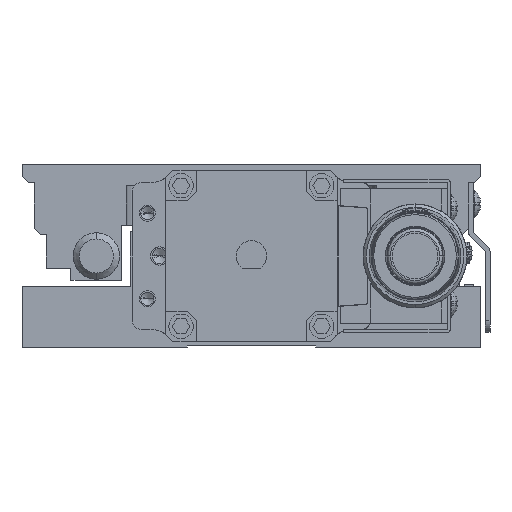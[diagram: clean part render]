
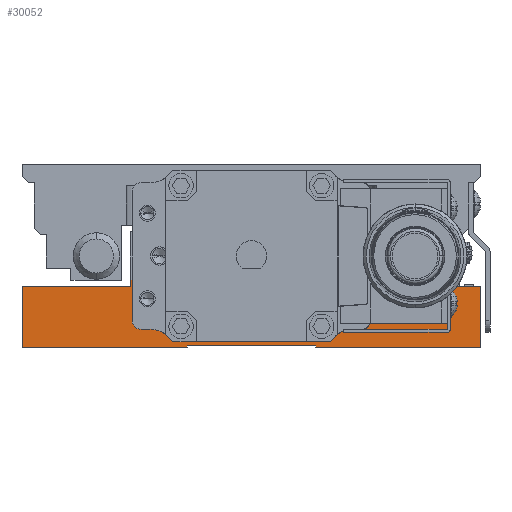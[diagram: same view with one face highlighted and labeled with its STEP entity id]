
A CAD part, left-side view. The second image highlights one B-rep face of the part: STEP entity #30052.
In plain terms, the highlighted planar face has unit normal (-1, 0, 0).
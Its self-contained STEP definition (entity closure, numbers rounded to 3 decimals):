
#82 = VECTOR ( 'NONE', #39944, 1000. ) ;
#693 = PLANE ( 'NONE',  #20544 ) ;
#973 = CARTESIAN_POINT ( 'NONE',  ( -92.5, 37.5, 3.75 ) ) ;
#1099 = DIRECTION ( 'NONE',  ( 0., 1., 0. ) ) ;
#1154 = EDGE_CURVE ( 'NONE', #18115, #22941, #28678, .T. ) ;
#1587 = CARTESIAN_POINT ( 'NONE',  ( -92.5, 37.5, 3.75 ) ) ;
#2125 = DIRECTION ( 'NONE',  ( 0., 0., -1. ) ) ;
#2160 = DIRECTION ( 'NONE',  ( 0., 0., 1. ) ) ;
#2861 = EDGE_CURVE ( 'NONE', #6775, #18881, #10555, .T. ) ;
#2864 = ORIENTED_EDGE ( 'NONE', *, *, #22151, .T. ) ;
#3234 = CARTESIAN_POINT ( 'NONE',  ( -92.5, 10.5, 0.3 ) ) ;
#3419 = EDGE_LOOP ( 'NONE', ( #15667, #2864, #12518, #33309, #40990, #29482, #31346, #19890, #7621, #10514, #12544, #5245, #7800, #35139 ) ) ;
#3602 = LINE ( 'NONE', #38587, #10094 ) ;
#3926 = CARTESIAN_POINT ( 'NONE',  ( -92.5, 10.5, 0.15 ) ) ;
#4275 = DIRECTION ( 'NONE',  ( 0., 0., 1. ) ) ;
#4982 = EDGE_CURVE ( 'NONE', #39797, #6963, #25862, .T. ) ;
#5203 = CARTESIAN_POINT ( 'NONE',  ( -92.5, -37.5, 0. ) ) ;
#5245 = ORIENTED_EDGE ( 'NONE', *, *, #11114, .T. ) ;
#5750 = LINE ( 'NONE', #32005, #34193 ) ;
#6400 = VECTOR ( 'NONE', #2125, 1000. ) ;
#6775 = VERTEX_POINT ( 'NONE', #3234 ) ;
#6833 = LINE ( 'NONE', #38023, #27339 ) ;
#6963 = VERTEX_POINT ( 'NONE', #36302 ) ;
#7053 = VERTEX_POINT ( 'NONE', #24298 ) ;
#7621 = ORIENTED_EDGE ( 'NONE', *, *, #4982, .T. ) ;
#7800 = ORIENTED_EDGE ( 'NONE', *, *, #19161, .F. ) ;
#8796 = VECTOR ( 'NONE', #4275, 1000. ) ;
#9497 = LINE ( 'NONE', #16715, #31474 ) ;
#10094 = VECTOR ( 'NONE', #13058, 1000. ) ;
#10345 = CARTESIAN_POINT ( 'NONE',  ( -92.5, -19.8, 10. ) ) ;
#10514 = ORIENTED_EDGE ( 'NONE', *, *, #13325, .T. ) ;
#10555 = LINE ( 'NONE', #3926, #31528 ) ;
#10688 = DIRECTION ( 'NONE',  ( 0., 0., -1. ) ) ;
#11114 = EDGE_CURVE ( 'NONE', #6775, #14335, #5750, .T. ) ;
#11266 = DIRECTION ( 'NONE',  ( 0., 0., 1. ) ) ;
#11659 = CARTESIAN_POINT ( 'NONE',  ( -92.5, -37.5, 3.75 ) ) ;
#11821 = LINE ( 'NONE', #20088, #19343 ) ;
#12518 = ORIENTED_EDGE ( 'NONE', *, *, #38861, .T. ) ;
#12519 = VECTOR ( 'NONE', #1099, 1000. ) ;
#12544 = ORIENTED_EDGE ( 'NONE', *, *, #2861, .F. ) ;
#12842 = VERTEX_POINT ( 'NONE', #38913 ) ;
#13058 = DIRECTION ( 'NONE',  ( 0., -1., 0. ) ) ;
#13325 = EDGE_CURVE ( 'NONE', #6963, #18881, #25067, .T. ) ;
#14237 = CARTESIAN_POINT ( 'NONE',  ( -92.5, 37.5, 10. ) ) ;
#14335 = VERTEX_POINT ( 'NONE', #37362 ) ;
#14717 = VERTEX_POINT ( 'NONE', #23847 ) ;
#15047 = EDGE_CURVE ( 'NONE', #39797, #14717, #3602, .T. ) ;
#15374 = FACE_OUTER_BOUND ( 'NONE', #3419, .T. ) ;
#15667 = ORIENTED_EDGE ( 'NONE', *, *, #1154, .T. ) ;
#15783 = EDGE_CURVE ( 'NONE', #12842, #14717, #9497, .T. ) ;
#16715 = CARTESIAN_POINT ( 'NONE',  ( -92.5, 19.8, 5.5 ) ) ;
#17041 = EDGE_CURVE ( 'NONE', #40132, #12842, #37878, .T. ) ;
#17283 = CARTESIAN_POINT ( 'NONE',  ( -92.5, -19.8, 5.5 ) ) ;
#18057 = CARTESIAN_POINT ( 'NONE',  ( -92.5, -19.8, 11. ) ) ;
#18115 = VERTEX_POINT ( 'NONE', #5203 ) ;
#18215 = VECTOR ( 'NONE', #2160, 1000. ) ;
#18289 = VECTOR ( 'NONE', #11266, 1000. ) ;
#18538 = LINE ( 'NONE', #39507, #12519 ) ;
#18881 = VERTEX_POINT ( 'NONE', #26391 ) ;
#19076 = DIRECTION ( 'NONE',  ( 0., -1., 0. ) ) ;
#19161 = EDGE_CURVE ( 'NONE', #21166, #14335, #21294, .T. ) ;
#19343 = VECTOR ( 'NONE', #38750, 1000. ) ;
#19890 = ORIENTED_EDGE ( 'NONE', *, *, #15047, .F. ) ;
#20088 = CARTESIAN_POINT ( 'NONE',  ( -92.5, 37.5, 0. ) ) ;
#20255 = DIRECTION ( 'NONE',  ( 0., 1., 0. ) ) ;
#20544 = AXIS2_PLACEMENT_3D ( 'NONE', #973, #36136, #20255 ) ;
#21166 = VERTEX_POINT ( 'NONE', #38672 ) ;
#21294 = LINE ( 'NONE', #40153, #18289 ) ;
#21489 = CARTESIAN_POINT ( 'NONE',  ( -92.5, -19.8, 11. ) ) ;
#21752 = DIRECTION ( 'NONE',  ( 0., 1., 0. ) ) ;
#21815 = EDGE_CURVE ( 'NONE', #21166, #18115, #11821, .T. ) ;
#21844 = VERTEX_POINT ( 'NONE', #38905 ) ;
#22151 = EDGE_CURVE ( 'NONE', #22941, #35640, #6833, .T. ) ;
#22941 = VERTEX_POINT ( 'NONE', #36029 ) ;
#23847 = CARTESIAN_POINT ( 'NONE',  ( -92.5, 19.8, 10. ) ) ;
#24298 = CARTESIAN_POINT ( 'NONE',  ( -92.5, -19.5, 11. ) ) ;
#25067 = LINE ( 'NONE', #41377, #28537 ) ;
#25204 = DIRECTION ( 'NONE',  ( 0., 1., 0. ) ) ;
#25519 = CARTESIAN_POINT ( 'NONE',  ( -92.5, 19.5, 11. ) ) ;
#25810 = LINE ( 'NONE', #17283, #8796 ) ;
#25862 = LINE ( 'NONE', #1587, #6400 ) ;
#26391 = CARTESIAN_POINT ( 'NONE',  ( -92.5, 10.5, 0. ) ) ;
#27056 = LINE ( 'NONE', #18057, #82 ) ;
#27339 = VECTOR ( 'NONE', #25204, 1000. ) ;
#27410 = VECTOR ( 'NONE', #21752, 1000. ) ;
#27876 = EDGE_CURVE ( 'NONE', #21844, #7053, #27056, .T. ) ;
#28294 = EDGE_CURVE ( 'NONE', #7053, #40132, #18538, .T. ) ;
#28526 = DIRECTION ( 'NONE',  ( 0., -1., 0. ) ) ;
#28537 = VECTOR ( 'NONE', #19076, 1000. ) ;
#28678 = LINE ( 'NONE', #11659, #18215 ) ;
#29482 = ORIENTED_EDGE ( 'NONE', *, *, #17041, .T. ) ;
#30052 = ADVANCED_FACE ( 'NONE', ( #15374 ), #693, .T. ) ;
#31346 = ORIENTED_EDGE ( 'NONE', *, *, #15783, .T. ) ;
#31474 = VECTOR ( 'NONE', #10688, 1000. ) ;
#31528 = VECTOR ( 'NONE', #35745, 1000. ) ;
#32005 = CARTESIAN_POINT ( 'NONE',  ( -92.5, 10.5, 0.3 ) ) ;
#33309 = ORIENTED_EDGE ( 'NONE', *, *, #27876, .T. ) ;
#34193 = VECTOR ( 'NONE', #28526, 1000. ) ;
#35139 = ORIENTED_EDGE ( 'NONE', *, *, #21815, .T. ) ;
#35640 = VERTEX_POINT ( 'NONE', #10345 ) ;
#35745 = DIRECTION ( 'NONE',  ( 0., 0., -1. ) ) ;
#36029 = CARTESIAN_POINT ( 'NONE',  ( -92.5, -37.5, 10. ) ) ;
#36136 = DIRECTION ( 'NONE',  ( -1., 0., 0. ) ) ;
#36302 = CARTESIAN_POINT ( 'NONE',  ( -92.5, 37.5, 0. ) ) ;
#37362 = CARTESIAN_POINT ( 'NONE',  ( -92.5, -10.5, 0.3 ) ) ;
#37878 = LINE ( 'NONE', #21489, #27410 ) ;
#38023 = CARTESIAN_POINT ( 'NONE',  ( -92.5, -28.5, 10. ) ) ;
#38587 = CARTESIAN_POINT ( 'NONE',  ( -92.5, 28.5, 10. ) ) ;
#38672 = CARTESIAN_POINT ( 'NONE',  ( -92.5, -10.5, 0. ) ) ;
#38750 = DIRECTION ( 'NONE',  ( 0., -1., 0. ) ) ;
#38861 = EDGE_CURVE ( 'NONE', #35640, #21844, #25810, .T. ) ;
#38905 = CARTESIAN_POINT ( 'NONE',  ( -92.5, -19.8, 11. ) ) ;
#38913 = CARTESIAN_POINT ( 'NONE',  ( -92.5, 19.8, 11. ) ) ;
#39507 = CARTESIAN_POINT ( 'NONE',  ( -92.5, -19.8, 11. ) ) ;
#39797 = VERTEX_POINT ( 'NONE', #14237 ) ;
#39944 = DIRECTION ( 'NONE',  ( 0., 1., 0. ) ) ;
#40132 = VERTEX_POINT ( 'NONE', #25519 ) ;
#40153 = CARTESIAN_POINT ( 'NONE',  ( -92.5, -10.5, 0.15 ) ) ;
#40990 = ORIENTED_EDGE ( 'NONE', *, *, #28294, .T. ) ;
#41377 = CARTESIAN_POINT ( 'NONE',  ( -92.5, 37.5, 0. ) ) ;
